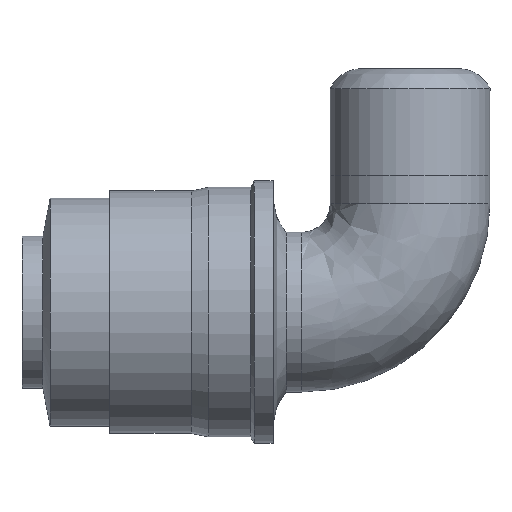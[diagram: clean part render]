
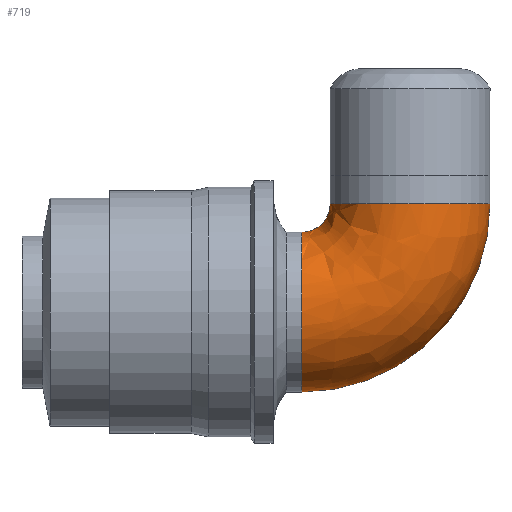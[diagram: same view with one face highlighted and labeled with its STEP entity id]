
A CAD part, top view. The second image highlights one B-rep face of the part: STEP entity #719.
In plain terms, the highlighted free-form (B-spline) face has degree [2, 2] with [5, 3] control points.
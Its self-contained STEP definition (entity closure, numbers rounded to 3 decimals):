
#75=(
BOUNDED_SURFACE()
B_SPLINE_SURFACE(2,2,((#1319,#1320,#1321),(#1322,#1323,#1324),(#1325,#1326,
#1327),(#1328,#1329,#1330),(#1331,#1332,#1333)),.UNSPECIFIED.,.F.,.F.,.F.)
B_SPLINE_SURFACE_WITH_KNOTS((3,2,3),(3,3),(3.142,4.712,
6.283),(0.,1.571),.UNSPECIFIED.)
GEOMETRIC_REPRESENTATION_ITEM()
RATIONAL_B_SPLINE_SURFACE(((1.,0.707,1.),(0.707,
0.5,0.707),(1.,0.707,1.),(0.707,0.5,
0.707),(1.,0.707,1.)))
REPRESENTATION_ITEM('')
SURFACE()
);
#134=FACE_OUTER_BOUND('',#182,.T.);
#182=EDGE_LOOP('',(#576,#577,#578,#579));
#301=CIRCLE('',#798,10.5);
#303=CIRCLE('',#801,3.741);
#304=CIRCLE('',#802,24.741);
#305=CIRCLE('',#803,10.5);
#346=VERTEX_POINT('',#1312);
#347=VERTEX_POINT('',#1314);
#348=VERTEX_POINT('',#1334);
#349=VERTEX_POINT('',#1336);
#423=EDGE_CURVE('',#346,#347,#301,.T.);
#426=EDGE_CURVE('',#348,#347,#303,.T.);
#427=EDGE_CURVE('',#346,#349,#304,.T.);
#428=EDGE_CURVE('',#349,#348,#305,.T.);
#576=ORIENTED_EDGE('',*,*,#426,.T.);
#577=ORIENTED_EDGE('',*,*,#423,.F.);
#578=ORIENTED_EDGE('',*,*,#427,.T.);
#579=ORIENTED_EDGE('',*,*,#428,.T.);
#719=ADVANCED_FACE('',(#134),#75,.F.);
#798=AXIS2_PLACEMENT_3D('',#1315,#989,#990);
#801=AXIS2_PLACEMENT_3D('',#1335,#996,#997);
#802=AXIS2_PLACEMENT_3D('',#1337,#998,#999);
#803=AXIS2_PLACEMENT_3D('',#1338,#1000,#1001);
#989=DIRECTION('center_axis',(1.,0.,0.));
#990=DIRECTION('ref_axis',(0.,-1.,0.));
#996=DIRECTION('center_axis',(0.,0.,-1.));
#997=DIRECTION('ref_axis',(0.,1.,0.));
#998=DIRECTION('center_axis',(0.,0.,1.));
#999=DIRECTION('ref_axis',(0.,1.,0.));
#1000=DIRECTION('center_axis',(0.,1.,0.));
#1001=DIRECTION('ref_axis',(1.,0.,0.));
#1312=CARTESIAN_POINT('',(14.241,-1.,0.));
#1314=CARTESIAN_POINT('',(14.241,-22.,0.));
#1315=CARTESIAN_POINT('Origin',(14.241,-11.5,0.));
#1319=CARTESIAN_POINT('Ctrl Pts',(14.241,-1.,0.));
#1320=CARTESIAN_POINT('Ctrl Pts',(-10.5,-1.,0.));
#1321=CARTESIAN_POINT('Ctrl Pts',(-10.5,-25.741,0.));
#1322=CARTESIAN_POINT('Ctrl Pts',(14.241,-1.,10.5));
#1323=CARTESIAN_POINT('Ctrl Pts',(-10.5,-1.,10.5));
#1324=CARTESIAN_POINT('Ctrl Pts',(-10.5,-25.741,10.5));
#1325=CARTESIAN_POINT('Ctrl Pts',(14.241,-11.5,10.5));
#1326=CARTESIAN_POINT('Ctrl Pts',(0.,-11.5,
10.5));
#1327=CARTESIAN_POINT('Ctrl Pts',(0.,-25.741,
10.5));
#1328=CARTESIAN_POINT('Ctrl Pts',(14.241,-22.,10.5));
#1329=CARTESIAN_POINT('Ctrl Pts',(10.5,-22.,10.5));
#1330=CARTESIAN_POINT('Ctrl Pts',(10.5,-25.741,10.5));
#1331=CARTESIAN_POINT('Ctrl Pts',(14.241,-22.,0.));
#1332=CARTESIAN_POINT('Ctrl Pts',(10.5,-22.,0.));
#1333=CARTESIAN_POINT('Ctrl Pts',(10.5,-25.741,0.));
#1334=CARTESIAN_POINT('',(10.5,-25.741,0.));
#1335=CARTESIAN_POINT('Origin',(14.241,-25.741,0.));
#1336=CARTESIAN_POINT('',(-10.5,-25.741,0.));
#1337=CARTESIAN_POINT('Origin',(14.241,-25.741,0.));
#1338=CARTESIAN_POINT('Origin',(0.,-25.741,
0.));
